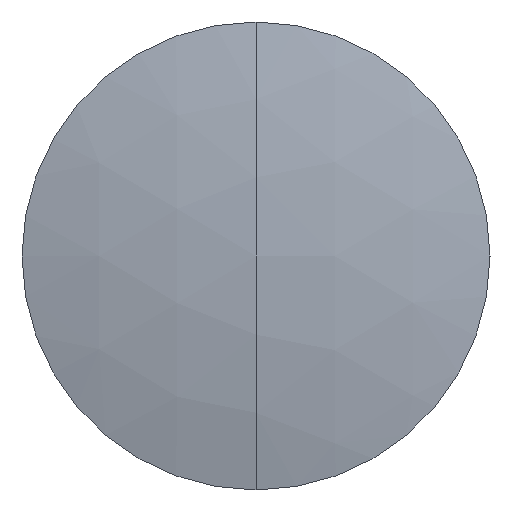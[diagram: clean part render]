
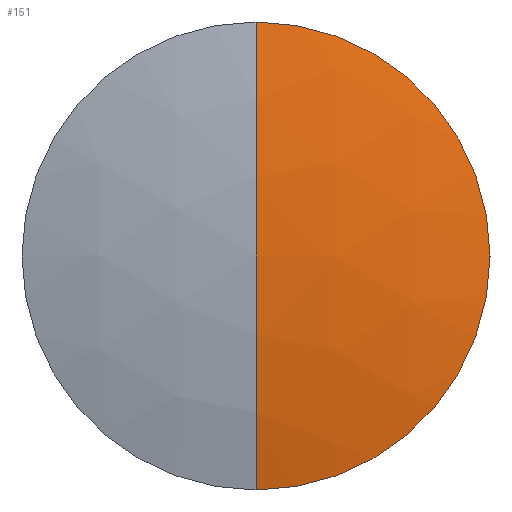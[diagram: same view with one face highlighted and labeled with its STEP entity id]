
A CAD part, left-side view. The second image highlights one B-rep face of the part: STEP entity #151.
In plain terms, the highlighted spherical face has radius 27.4 mm.
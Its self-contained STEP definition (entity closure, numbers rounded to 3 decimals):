
#1 = AXIS2_PLACEMENT_3D ( 'NONE', #284, #74, #260 ) ;
#4 = FACE_OUTER_BOUND ( 'NONE', #59, .T. ) ;
#21 = CARTESIAN_POINT ( 'NONE',  ( 30.83, 0., 0. ) ) ;
#30 = EDGE_CURVE ( 'NONE', #223, #245, #107, .T. ) ;
#59 = EDGE_LOOP ( 'NONE', ( #309, #154, #241 ) ) ;
#64 = EDGE_CURVE ( 'NONE', #223, #293, #81, .T. ) ;
#73 = CIRCLE ( 'NONE', #164, 27.4 ) ;
#74 = DIRECTION ( 'NONE',  ( -1., 0., 0. ) ) ;
#78 = AXIS2_PLACEMENT_3D ( 'NONE', #21, #259, #145 ) ;
#81 = CIRCLE ( 'NONE', #78, 27.4 ) ;
#107 = CIRCLE ( 'NONE', #1, 6.35 ) ;
#113 = EDGE_CURVE ( 'NONE', #245, #293, #73, .T. ) ;
#140 = CARTESIAN_POINT ( 'NONE',  ( 4.176, 0., -6.35 ) ) ;
#145 = DIRECTION ( 'NONE',  ( 0., 0., 1. ) ) ;
#146 = DIRECTION ( 'NONE',  ( 0., 0., -1. ) ) ;
#151 = ADVANCED_FACE ( 'NONE', ( #4 ), #204, .T. ) ;
#154 = ORIENTED_EDGE ( 'NONE', *, *, #113, .T. ) ;
#164 = AXIS2_PLACEMENT_3D ( 'NONE', #177, #343, #146 ) ;
#174 = DIRECTION ( 'NONE',  ( 0., 0., -1. ) ) ;
#177 = CARTESIAN_POINT ( 'NONE',  ( 30.83, 0., 0. ) ) ;
#204 = SPHERICAL_SURFACE ( 'NONE', #277, 27.4 ) ;
#220 = DIRECTION ( 'NONE',  ( 0., -1., 0. ) ) ;
#223 = VERTEX_POINT ( 'NONE', #140 ) ;
#241 = ORIENTED_EDGE ( 'NONE', *, *, #64, .F. ) ;
#245 = VERTEX_POINT ( 'NONE', #329 ) ;
#259 = DIRECTION ( 'NONE',  ( 0., 1., 0. ) ) ;
#260 = DIRECTION ( 'NONE',  ( 0., 0., 1. ) ) ;
#271 = CARTESIAN_POINT ( 'NONE',  ( 3.43, 0., 0. ) ) ;
#277 = AXIS2_PLACEMENT_3D ( 'NONE', #341, #220, #174 ) ;
#284 = CARTESIAN_POINT ( 'NONE',  ( 4.176, 0., 0. ) ) ;
#293 = VERTEX_POINT ( 'NONE', #271 ) ;
#309 = ORIENTED_EDGE ( 'NONE', *, *, #30, .T. ) ;
#329 = CARTESIAN_POINT ( 'NONE',  ( 4.176, 0., 6.35 ) ) ;
#341 = CARTESIAN_POINT ( 'NONE',  ( 30.83, 0., 0. ) ) ;
#343 = DIRECTION ( 'NONE',  ( 0., -1., 0. ) ) ;
